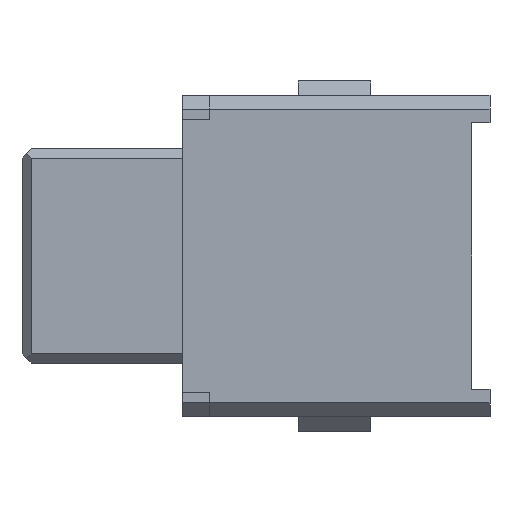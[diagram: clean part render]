
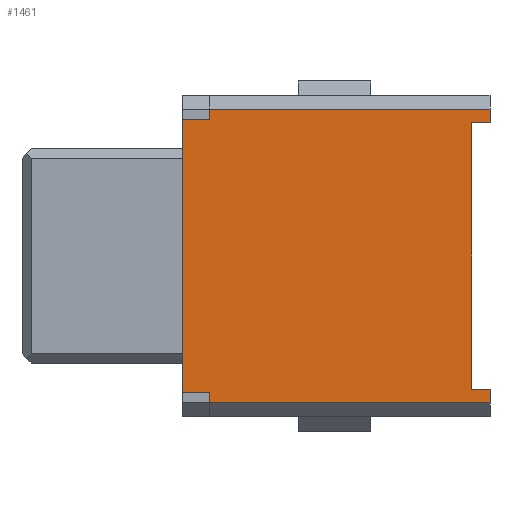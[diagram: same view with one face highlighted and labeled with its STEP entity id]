
A CAD part, left-side view. The second image highlights one B-rep face of the part: STEP entity #1461.
In plain terms, the highlighted planar face has unit normal (-1, 0, 0).
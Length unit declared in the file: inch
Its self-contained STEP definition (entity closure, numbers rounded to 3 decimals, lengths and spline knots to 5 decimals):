
#91=FACE_OUTER_BOUND('',#169,.T.);
#169=EDGE_LOOP('',(#1293,#1294,#1295,#1296,#1297,#1298,#1299,#1300,#1301,
#1302,#1303,#1304));
#178=LINE('',#1908,#380);
#224=LINE('',#2000,#426);
#280=LINE('',#2116,#482);
#286=LINE('',#2127,#488);
#289=LINE('',#2133,#491);
#293=LINE('',#2139,#495);
#323=LINE('',#2203,#525);
#330=LINE('',#2218,#532);
#359=LINE('',#2272,#561);
#361=LINE('',#2276,#563);
#366=LINE('',#2284,#568);
#370=LINE('',#2292,#572);
#380=VECTOR('',#1552,0.309);
#426=VECTOR('',#1628,0.3);
#482=VECTOR('',#1720,0.012);
#488=VECTOR('',#1728,0.03);
#491=VECTOR('',#1735,0.012);
#495=VECTOR('',#1741,0.03);
#525=VECTOR('',#1795,0.294);
#532=VECTOR('',#1806,0.309);
#561=VECTOR('',#1851,0.02);
#563=VECTOR('',#1855,0.02);
#568=VECTOR('',#1864,0.015);
#572=VECTOR('',#1874,0.015);
#582=VERTEX_POINT('',#1906);
#583=VERTEX_POINT('',#1907);
#613=VERTEX_POINT('',#1998);
#614=VERTEX_POINT('',#1999);
#655=VERTEX_POINT('',#2114);
#656=VERTEX_POINT('',#2115);
#661=VERTEX_POINT('',#2132);
#683=VERTEX_POINT('',#2200);
#684=VERTEX_POINT('',#2202);
#690=VERTEX_POINT('',#2217);
#707=VERTEX_POINT('',#2270);
#708=VERTEX_POINT('',#2274);
#716=EDGE_CURVE('',#582,#583,#178,.T.);
#762=EDGE_CURVE('',#613,#614,#224,.T.);
#818=EDGE_CURVE('',#655,#656,#280,.T.);
#824=EDGE_CURVE('',#614,#656,#286,.T.);
#827=EDGE_CURVE('',#661,#583,#289,.T.);
#831=EDGE_CURVE('',#661,#613,#293,.T.);
#861=EDGE_CURVE('',#684,#683,#323,.T.);
#868=EDGE_CURVE('',#690,#655,#330,.T.);
#897=EDGE_CURVE('',#683,#707,#359,.T.);
#899=EDGE_CURVE('',#684,#708,#361,.T.);
#904=EDGE_CURVE('',#707,#690,#366,.T.);
#908=EDGE_CURVE('',#582,#708,#370,.T.);
#1293=ORIENTED_EDGE('',*,*,#824,.F.);
#1294=ORIENTED_EDGE('',*,*,#762,.F.);
#1295=ORIENTED_EDGE('',*,*,#831,.F.);
#1296=ORIENTED_EDGE('',*,*,#827,.T.);
#1297=ORIENTED_EDGE('',*,*,#716,.F.);
#1298=ORIENTED_EDGE('',*,*,#908,.T.);
#1299=ORIENTED_EDGE('',*,*,#899,.F.);
#1300=ORIENTED_EDGE('',*,*,#861,.T.);
#1301=ORIENTED_EDGE('',*,*,#897,.T.);
#1302=ORIENTED_EDGE('',*,*,#904,.T.);
#1303=ORIENTED_EDGE('',*,*,#868,.T.);
#1304=ORIENTED_EDGE('',*,*,#818,.T.);
#1387=PLANE('',#1537);
#1461=ADVANCED_FACE('',(#91),#1387,.T.);
#1537=AXIS2_PLACEMENT_3D('',#2300,#1885,#1886);
#1552=DIRECTION('',(0.,1.,0.));
#1628=DIRECTION('',(0.,0.,1.));
#1720=DIRECTION('',(0.,0.,-1.));
#1728=DIRECTION('',(0.,-1.,0.));
#1735=DIRECTION('',(0.,0.,-1.));
#1741=DIRECTION('',(0.,1.,0.));
#1795=DIRECTION('',(0.,0.,1.));
#1806=DIRECTION('',(0.,1.,0.));
#1851=DIRECTION('',(0.,-1.,0.));
#1855=DIRECTION('',(0.,-1.,0.));
#1864=DIRECTION('',(0.,0.,1.));
#1874=DIRECTION('',(0.,0.,1.));
#1885=DIRECTION('center_axis',(-1.,0.,0.));
#1886=DIRECTION('ref_axis',(0.,0.,1.));
#1906=CARTESIAN_POINT('',(-0.1,-0.339,-0.162));
#1907=CARTESIAN_POINT('',(-0.1,-0.03,-0.162));
#1908=CARTESIAN_POINT('',(-0.1,-0.339,-0.162));
#1998=CARTESIAN_POINT('',(-0.1,0.,-0.15));
#1999=CARTESIAN_POINT('',(-0.1,0.,0.15));
#2000=CARTESIAN_POINT('',(-0.1,0.,-0.162));
#2114=CARTESIAN_POINT('',(-0.1,-0.03,0.162));
#2115=CARTESIAN_POINT('',(-0.1,-0.03,0.15));
#2116=CARTESIAN_POINT('',(-0.1,-0.03,-0.162));
#2127=CARTESIAN_POINT('',(-0.1,-0.339,0.15));
#2132=CARTESIAN_POINT('',(-0.1,-0.03,-0.15));
#2133=CARTESIAN_POINT('',(-0.1,-0.03,-0.162));
#2139=CARTESIAN_POINT('',(-0.1,-0.339,-0.15));
#2200=CARTESIAN_POINT('',(-0.1,-0.319,0.147));
#2202=CARTESIAN_POINT('',(-0.1,-0.319,-0.147));
#2203=CARTESIAN_POINT('',(-0.1,-0.319,-0.147));
#2217=CARTESIAN_POINT('',(-0.1,-0.339,0.162));
#2218=CARTESIAN_POINT('',(-0.1,-0.339,0.162));
#2270=CARTESIAN_POINT('',(-0.1,-0.339,0.147));
#2272=CARTESIAN_POINT('',(-0.1,-0.319,0.147));
#2274=CARTESIAN_POINT('',(-0.1,-0.339,-0.147));
#2276=CARTESIAN_POINT('',(-0.1,-0.319,-0.147));
#2284=CARTESIAN_POINT('',(-0.1,-0.339,-0.162));
#2292=CARTESIAN_POINT('',(-0.1,-0.339,-0.162));
#2300=CARTESIAN_POINT('Origin',(-0.1,-0.339,-0.162));
